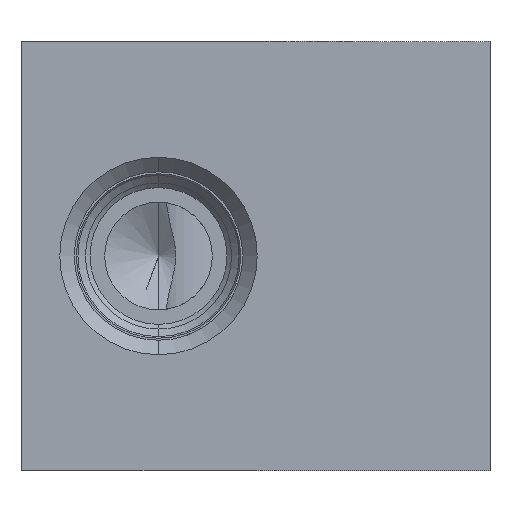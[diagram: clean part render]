
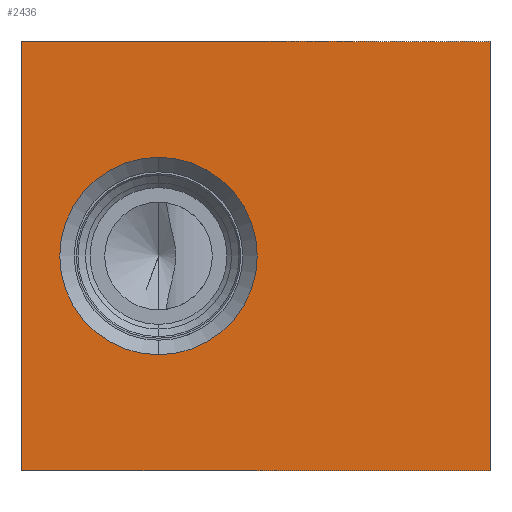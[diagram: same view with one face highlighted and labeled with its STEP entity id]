
A CAD part, front view. The second image highlights one B-rep face of the part: STEP entity #2436.
In plain terms, the highlighted planar face has unit normal (0, -1, 0).
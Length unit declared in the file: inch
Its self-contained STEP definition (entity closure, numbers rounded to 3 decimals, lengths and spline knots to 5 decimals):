
#5=DIRECTION('',(1.,0.,0.));
#6=VECTOR('',#5,3.);
#7=CARTESIAN_POINT('',(0.,-4.,0.));
#8=LINE('',#7,#6);
#75=DIRECTION('',(0.,0.,1.));
#76=VECTOR('',#75,2.75);
#77=CARTESIAN_POINT('',(3.,-4.,0.));
#78=LINE('',#77,#76);
#99=DIRECTION('',(0.,0.,1.));
#100=VECTOR('',#99,2.75);
#101=CARTESIAN_POINT('',(0.,-4.,0.));
#102=LINE('',#101,#100);
#103=CARTESIAN_POINT('',(0.875,-4.,1.375));
#104=DIRECTION('',(0.,1.,0.));
#105=DIRECTION('',(0.,0.,-1.));
#106=AXIS2_PLACEMENT_3D('',#103,#104,#105);
#108=CARTESIAN_POINT('',(0.875,-4.,1.375));
#109=DIRECTION('',(0.,1.,0.));
#110=DIRECTION('',(0.,0.,1.));
#111=AXIS2_PLACEMENT_3D('',#108,#109,#110);
#125=DIRECTION('',(1.,0.,0.));
#126=VECTOR('',#125,3.);
#127=CARTESIAN_POINT('',(0.,-4.,2.75));
#128=LINE('',#127,#126);
#2033=CARTESIAN_POINT('',(0.,-4.,0.));
#2035=VERTEX_POINT('',#2033);
#2036=CARTESIAN_POINT('',(3.,-4.,0.));
#2037=VERTEX_POINT('',#2036);
#2041=CARTESIAN_POINT('',(0.,-4.,2.75));
#2043=VERTEX_POINT('',#2041);
#2044=CARTESIAN_POINT('',(3.,-4.,2.75));
#2045=VERTEX_POINT('',#2044);
#2216=CARTESIAN_POINT('',(0.875,-4.,2.008));
#2217=VERTEX_POINT('',#2216);
#2218=CARTESIAN_POINT('',(0.875,-4.,0.742));
#2219=VERTEX_POINT('',#2218);
#2418=CARTESIAN_POINT('',(0.,-4.,0.));
#2419=DIRECTION('',(0.,-1.,0.));
#2420=DIRECTION('',(1.,0.,0.));
#2421=AXIS2_PLACEMENT_3D('',#2418,#2419,#2420);
#2422=PLANE('',#2421);
#2423=ORIENTED_EDGE('',*,*,#2324,.F.);
#2424=ORIENTED_EDGE('',*,*,#2355,.T.);
#2426=ORIENTED_EDGE('',*,*,#2425,.T.);
#2427=ORIENTED_EDGE('',*,*,#2398,.F.);
#2428=EDGE_LOOP('',(#2423,#2424,#2426,#2427));
#2429=FACE_OUTER_BOUND('',#2428,.F.);
#2431=ORIENTED_EDGE('',*,*,#2430,.F.);
#2433=ORIENTED_EDGE('',*,*,#2432,.F.);
#2434=EDGE_LOOP('',(#2431,#2433));
#2435=FACE_BOUND('',#2434,.F.);
#2436=ADVANCED_FACE('',(#2429,#2435),#2422,.T.);
#107=CIRCLE('',#106,0.633);
#112=CIRCLE('',#111,0.633);
#2324=EDGE_CURVE('',#2035,#2037,#8,.T.);
#2355=EDGE_CURVE('',#2035,#2043,#102,.T.);
#2398=EDGE_CURVE('',#2037,#2045,#78,.T.);
#2425=EDGE_CURVE('',#2043,#2045,#128,.T.);
#2430=EDGE_CURVE('',#2219,#2217,#107,.T.);
#2432=EDGE_CURVE('',#2217,#2219,#112,.T.);
